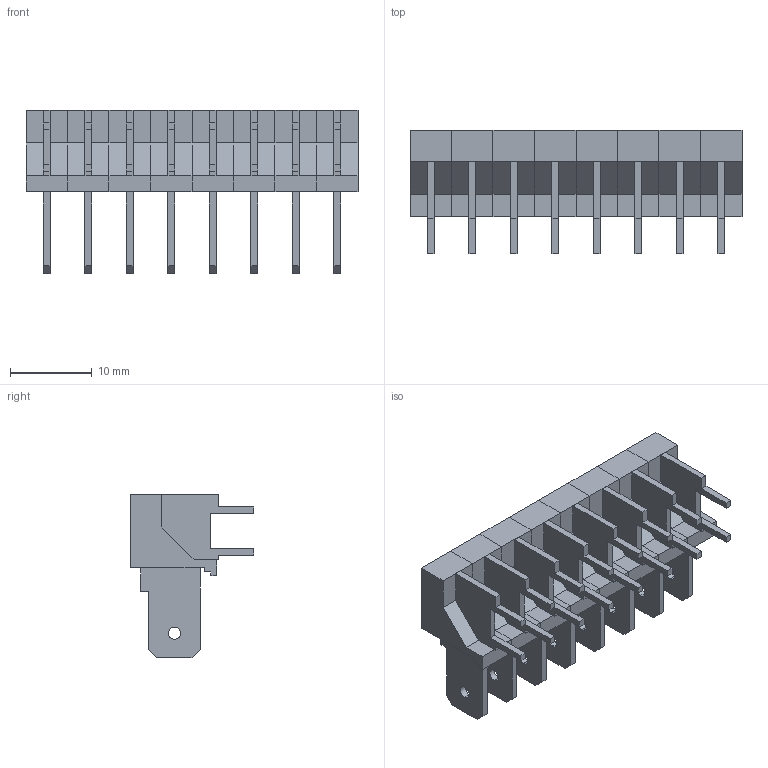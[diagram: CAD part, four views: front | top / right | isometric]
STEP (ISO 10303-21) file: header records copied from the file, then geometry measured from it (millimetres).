
FILE_DESCRIPTION (( 'STEP AP214' ), '1' );
FILE_NAME ('z³¹cze XY256RA1.STEP', '2022-01-26T13:39:06', ( '' ), ( '' ), 'SwSTEP 2.0', 'SolidWorks 2020', '' );
FILE_SCHEMA (( 'AUTOMOTIVE_DESIGN' ));
Length unit declared in the file: millimetre
Products named in the file (1): z³¹cze XY256RA1
Bounding box: 40.64 x 15.1 x 20 mm (x, y, z)
Volume: 2800.7 mm3; surface area: 4848.2 mm2
Topology: 24 solids, 24 shells, 320 faces, 816 edges, 544 vertices
Faces by surface type: plane 304, cylinder 16
Entity records: 10909 total; most frequent: CARTESIAN_POINT 1681, ORIENTED_EDGE 1632, DIRECTION 1490, EDGE_CURVE 816, LINE 784, VECTOR 784, VERTEX_POINT 544, AXIS2_PLACEMENT_3D 353
